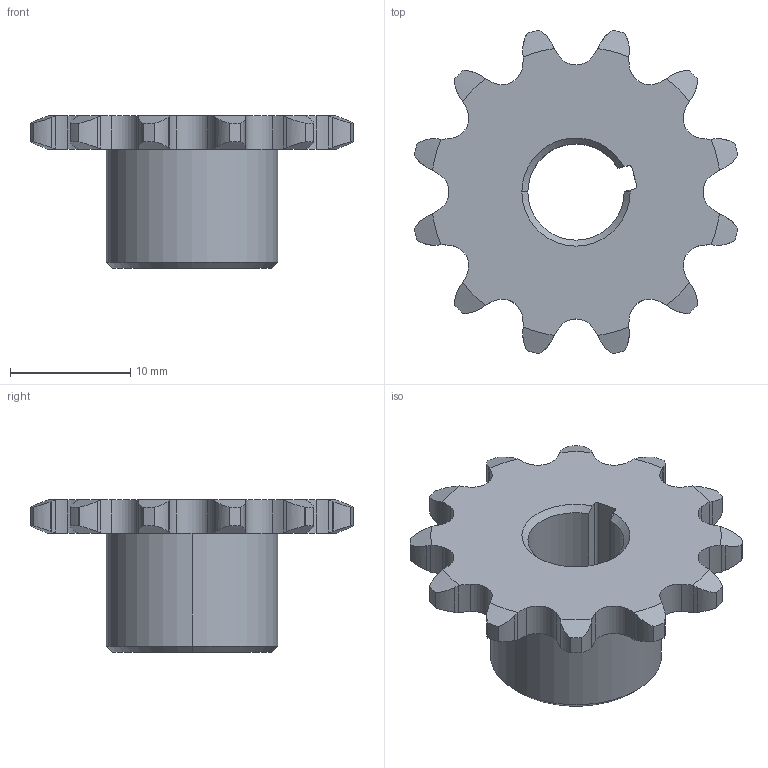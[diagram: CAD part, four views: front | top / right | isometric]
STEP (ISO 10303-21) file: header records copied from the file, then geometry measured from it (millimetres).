
FILE_DESCRIPTION (( 'STEP AP203' ), '1' );
FILE_NAME ('REV-21-3495.STEP', '2024-09-19T20:56:34', ( '' ), ( '' ), 'SwSTEP 2.0', 'SolidWorks 2022', '' );
FILE_SCHEMA (( 'CONFIG_CONTROL_DESIGN' ));
Length unit declared in the file: inch
Products named in the file (1): REV-21-3495
Bounding box: 26.95 x 26.95 x 12.7 mm (x, y, z)
Volume: 2162.6 mm3; surface area: 1860.7 mm2
Topology: 1 solids, 1 shells, 150 faces, 435 edges, 288 vertices
Faces by surface type: cylinder 88, cone 32, plane 30
Entity records: 5402 total; most frequent: CARTESIAN_POINT 1522, ORIENTED_EDGE 870, DIRECTION 733, EDGE_CURVE 435, AXIS2_PLACEMENT_3D 303, VERTEX_POINT 288, B_SPLINE_CURVE_WITH_KNOTS 156, EDGE_LOOP 153
